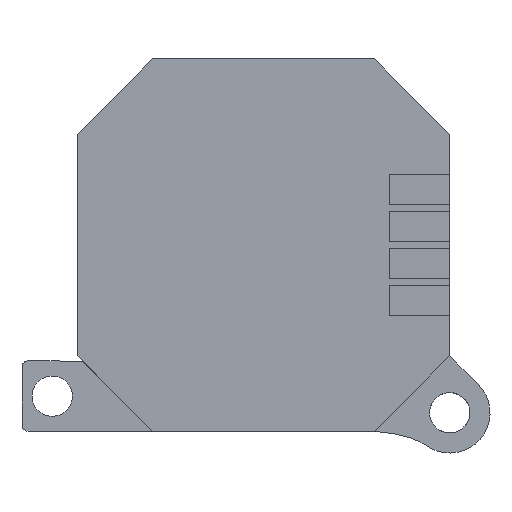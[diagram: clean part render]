
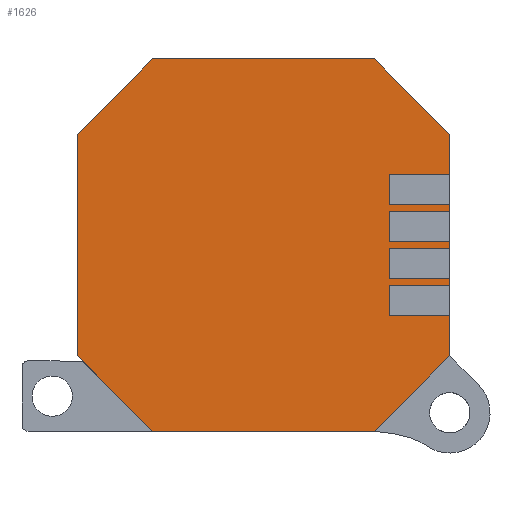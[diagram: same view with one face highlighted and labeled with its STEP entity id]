
A CAD part, front view. The second image highlights one B-rep face of the part: STEP entity #1626.
In plain terms, the highlighted planar face has unit normal (0, -1, 0).
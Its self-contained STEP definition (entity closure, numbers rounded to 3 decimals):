
#56=PLANE('',#1752);
#140=FACE_OUTER_BOUND('',#237,.T.);
#237=EDGE_LOOP('',(#1208,#1209,#1210,#1211,#1212,#1213,#1214,#1215));
#368=LINE('',#2537,#551);
#371=LINE('',#2542,#554);
#372=LINE('',#2544,#555);
#373=LINE('',#2546,#556);
#374=LINE('',#2548,#557);
#375=LINE('',#2550,#558);
#376=LINE('',#2552,#559);
#377=LINE('',#2553,#560);
#551=VECTOR('',#1968,10.);
#554=VECTOR('',#1973,10.);
#555=VECTOR('',#1974,10.);
#556=VECTOR('',#1975,10.);
#557=VECTOR('',#1976,10.);
#558=VECTOR('',#1977,10.);
#559=VECTOR('',#1978,10.);
#560=VECTOR('',#1979,10.);
#786=VERTEX_POINT('',#2535);
#787=VERTEX_POINT('',#2536);
#788=VERTEX_POINT('',#2541);
#789=VERTEX_POINT('',#2543);
#790=VERTEX_POINT('',#2545);
#791=VERTEX_POINT('',#2547);
#792=VERTEX_POINT('',#2549);
#793=VERTEX_POINT('',#2551);
#954=EDGE_CURVE('',#786,#787,#368,.T.);
#957=EDGE_CURVE('',#787,#788,#371,.T.);
#958=EDGE_CURVE('',#789,#788,#372,.T.);
#959=EDGE_CURVE('',#790,#789,#373,.T.);
#960=EDGE_CURVE('',#791,#790,#374,.T.);
#961=EDGE_CURVE('',#791,#792,#375,.T.);
#962=EDGE_CURVE('',#793,#792,#376,.T.);
#963=EDGE_CURVE('',#793,#786,#377,.T.);
#1208=ORIENTED_EDGE('',*,*,#954,.T.);
#1209=ORIENTED_EDGE('',*,*,#957,.T.);
#1210=ORIENTED_EDGE('',*,*,#958,.F.);
#1211=ORIENTED_EDGE('',*,*,#959,.F.);
#1212=ORIENTED_EDGE('',*,*,#960,.F.);
#1213=ORIENTED_EDGE('',*,*,#961,.T.);
#1214=ORIENTED_EDGE('',*,*,#962,.F.);
#1215=ORIENTED_EDGE('',*,*,#963,.T.);
#1626=ADVANCED_FACE('',(#140),#56,.F.);
#1752=AXIS2_PLACEMENT_3D('',#2540,#1971,#1972);
#1968=DIRECTION('',(0.707,0.,0.707));
#1971=DIRECTION('center_axis',(0.,1.,0.));
#1972=DIRECTION('ref_axis',(1.,0.,0.));
#1973=DIRECTION('',(0.,0.,1.));
#1974=DIRECTION('',(0.707,0.,-0.707));
#1975=DIRECTION('',(1.,0.,0.));
#1976=DIRECTION('',(0.707,0.,0.707));
#1977=DIRECTION('',(0.,0.,-1.));
#1978=DIRECTION('',(-0.707,0.,0.707));
#1979=DIRECTION('',(1.,0.,0.));
#2535=CARTESIAN_POINT('',(14.75,0.,0.));
#2536=CARTESIAN_POINT('',(18.5,0.,3.75));
#2537=CARTESIAN_POINT('',(15.688,0.,0.938));
#2540=CARTESIAN_POINT('Origin',(9.25,0.,9.25));
#2541=CARTESIAN_POINT('',(18.5,0.,14.75));
#2542=CARTESIAN_POINT('',(18.5,0.,3.75));
#2543=CARTESIAN_POINT('',(14.75,0.,18.5));
#2544=CARTESIAN_POINT('',(14.75,0.,18.5));
#2545=CARTESIAN_POINT('',(3.75,0.,18.5));
#2546=CARTESIAN_POINT('',(3.75,0.,18.5));
#2547=CARTESIAN_POINT('',(0.,0.,14.75));
#2548=CARTESIAN_POINT('',(0.,0.,14.75));
#2549=CARTESIAN_POINT('',(0.,0.,3.75));
#2550=CARTESIAN_POINT('',(0.,0.,14.75));
#2551=CARTESIAN_POINT('',(3.75,0.,0.));
#2552=CARTESIAN_POINT('',(3.75,0.,0.));
#2553=CARTESIAN_POINT('',(3.75,0.,0.));
